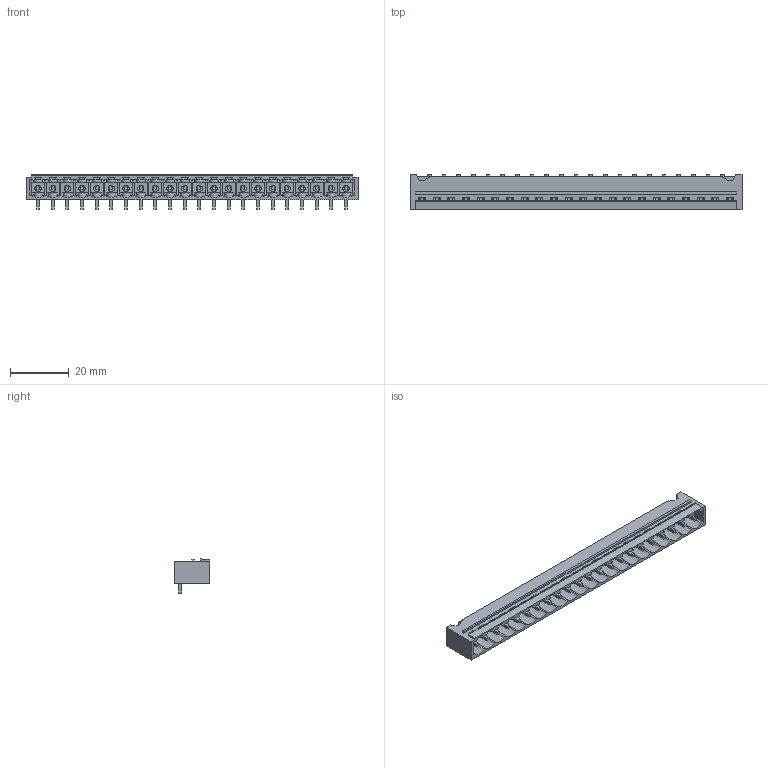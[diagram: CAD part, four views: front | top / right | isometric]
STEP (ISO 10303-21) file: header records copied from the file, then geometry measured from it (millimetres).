
FILE_DESCRIPTION(('CATIA V5 STEP Exchange','CAx-IF Rec.Pracs.--- Model Styling and Organization---1.2---2011-12-15'),'2;1');
FILE_NAME ('7592405_2_1840320000_1840320000.stp','2018-03-08T11:14:13+00:00',('none'),('Weidmueller'),'CATIA Version 5-6 Release 2014','CATIA V5 STEP AP214','none');
FILE_SCHEMA(('AUTOMOTIVE_DESIGN { 1 0 10303 214 1 1 1 1 }'));
Length unit declared in the file: millimetre
Products named in the file (1): 1840320000
Bounding box: 113.2 x 12 x 11.63 mm (x, y, z)
Volume: 4057.7 mm3; surface area: 9993.3 mm2
Topology: 23 solids, 23 shells, 1753 faces, 5385 edges, 3636 vertices
Faces by surface type: plane 1429, cylinder 284, extrusion 40
Entity records: 55297 total; most frequent: CARTESIAN_POINT 11290, ORIENTED_EDGE 10770, DIRECTION 6649, EDGE_CURVE 5385, VECTOR 4355, LINE 4315, VERTEX_POINT 3636, EDGE_LOOP 1799
